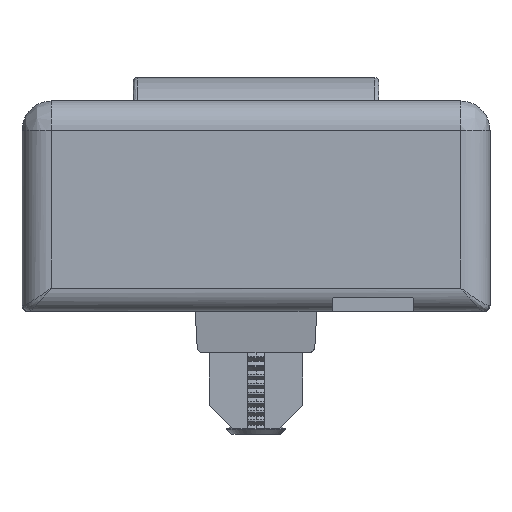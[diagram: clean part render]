
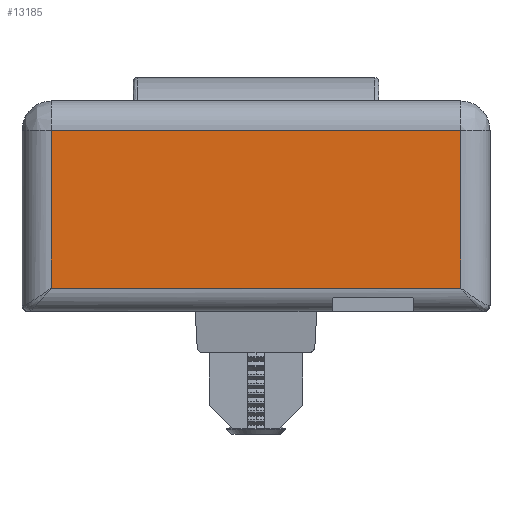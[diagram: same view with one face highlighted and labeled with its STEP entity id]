
A CAD part, left-side view. The second image highlights one B-rep face of the part: STEP entity #13185.
In plain terms, the highlighted planar face has unit normal (-1, 0, 0).
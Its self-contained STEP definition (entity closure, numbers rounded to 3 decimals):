
#96 = EDGE_CURVE ( 'NONE', #488, #6401, #6075, .T. ) ;
#318 = DIRECTION ( 'NONE',  ( 0., 0., -1. ) ) ;
#488 = VERTEX_POINT ( 'NONE', #12365 ) ;
#878 = DIRECTION ( 'NONE',  ( 0., 0., 1. ) ) ;
#1897 = EDGE_CURVE ( 'NONE', #5781, #488, #7013, .T. ) ;
#2671 = CARTESIAN_POINT ( 'NONE',  ( -40., -17.5, 16. ) ) ;
#2945 = VERTEX_POINT ( 'NONE', #11164 ) ;
#3356 = AXIS2_PLACEMENT_3D ( 'NONE', #10061, #4566, #11025 ) ;
#3464 = PLANE ( 'NONE',  #3356 ) ;
#3772 = CARTESIAN_POINT ( 'NONE',  ( -40., 17.5, 0. ) ) ;
#3985 = CARTESIAN_POINT ( 'NONE',  ( -40., -20., 0. ) ) ;
#4275 = EDGE_CURVE ( 'NONE', #6401, #2945, #11871, .T. ) ;
#4566 = DIRECTION ( 'NONE',  ( 1., 0., 0. ) ) ;
#5781 = VERTEX_POINT ( 'NONE', #3772 ) ;
#5958 = ORIENTED_EDGE ( 'NONE', *, *, #4275, .F. ) ;
#6075 = LINE ( 'NONE', #11825, #11115 ) ;
#6340 = CARTESIAN_POINT ( 'NONE',  ( -40., 17.5, 16. ) ) ;
#6401 = VERTEX_POINT ( 'NONE', #7570 ) ;
#6844 = EDGE_LOOP ( 'NONE', ( #6973, #8438, #9893, #5958 ) ) ;
#6973 = ORIENTED_EDGE ( 'NONE', *, *, #96, .F. ) ;
#7013 = LINE ( 'NONE', #6340, #7860 ) ;
#7570 = CARTESIAN_POINT ( 'NONE',  ( -40., -17.5, 13.5 ) ) ;
#7860 = VECTOR ( 'NONE', #878, 1000. ) ;
#8438 = ORIENTED_EDGE ( 'NONE', *, *, #1897, .F. ) ;
#8926 = DIRECTION ( 'NONE',  ( 0., -1., 0. ) ) ;
#9235 = VECTOR ( 'NONE', #13851, 1000. ) ;
#9893 = ORIENTED_EDGE ( 'NONE', *, *, #10283, .F. ) ;
#10061 = CARTESIAN_POINT ( 'NONE',  ( -40., 20., 16. ) ) ;
#10283 = EDGE_CURVE ( 'NONE', #2945, #5781, #11094, .T. ) ;
#11024 = FACE_OUTER_BOUND ( 'NONE', #6844, .T. ) ;
#11025 = DIRECTION ( 'NONE',  ( 0., 1., 0. ) ) ;
#11094 = LINE ( 'NONE', #3985, #9235 ) ;
#11115 = VECTOR ( 'NONE', #8926, 1000. ) ;
#11164 = CARTESIAN_POINT ( 'NONE',  ( -40., -17.5, 0. ) ) ;
#11223 = VECTOR ( 'NONE', #318, 1000. ) ;
#11825 = CARTESIAN_POINT ( 'NONE',  ( -40., 20., 13.5 ) ) ;
#11871 = LINE ( 'NONE', #2671, #11223 ) ;
#12365 = CARTESIAN_POINT ( 'NONE',  ( -40., 17.5, 13.5 ) ) ;
#13185 = ADVANCED_FACE ( 'NONE', ( #11024 ), #3464, .F. ) ;
#13851 = DIRECTION ( 'NONE',  ( 0., 1., 0. ) ) ;
